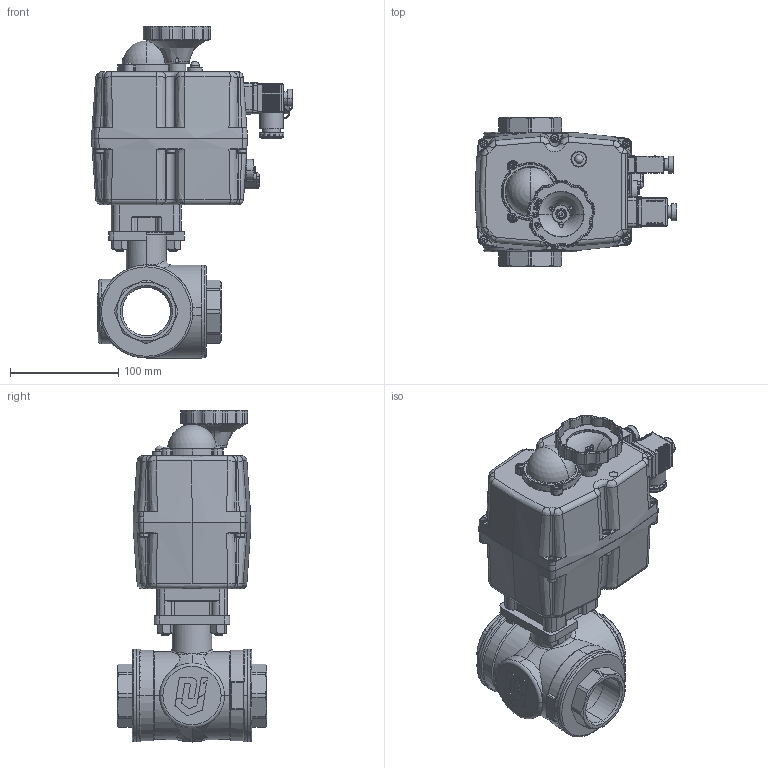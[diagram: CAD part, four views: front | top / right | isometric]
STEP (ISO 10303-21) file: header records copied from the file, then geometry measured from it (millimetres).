
FILE_DESCRIPTION(('HOOPS Exchange Step'),'2;1');
FILE_NAME('EK08_DN40.stp','2025-05-22T08:41:04+02:00',('nieru'),('Unknown organisation'),'HOOPS Exchange 2024.2','HOOPS Exchange','Unknown authorisation');
FILE_SCHEMA( ('AP203_CONFIGURATION_CONTROLLED_3D_DESIGN_OF_MECHANICAL_PARTS_AND_ASSEMBLIES_MIM_LF') );
Length unit declared in the file: millimetre
Products named in the file (5): 0; root
Assembly tree (4 placements, depth 4):
  root
    0
      0
        0
        0
Bounding box: 186.19 x 138.5 x 307.3 mm (x, y, z)
Volume: 2337978.2 mm3; surface area: 332105.7 mm2
Topology: 51 solids, 51 shells, 3496 faces, 8787 edges, 5398 vertices
Faces by surface type: cylinder 1220, plane 809, bspline 653, torus 610, cone 157, sphere 47
Full cylindrical faces by diameter (mm): 2.204 x3, 7.825 x1, 11 x1, 11.516 x1, 14 x1, 14.894 x1, 16.5 x1, 19.612 x2, 30 x1, 36.194 x1, 37.101 x1, 39.9 x1, 44.85 x1, 45 x1
Entity records: 185375 total; most frequent: CARTESIAN_POINT 111103, ORIENTED_EDGE 17430, DIRECTION 12506, EDGE_CURVE 8715, VERTEX_POINT 5398, AXIS2_PLACEMENT_3D 5149, B_SPLINE_CURVE_WITH_KNOTS 3770, EDGE_LOOP 3691
